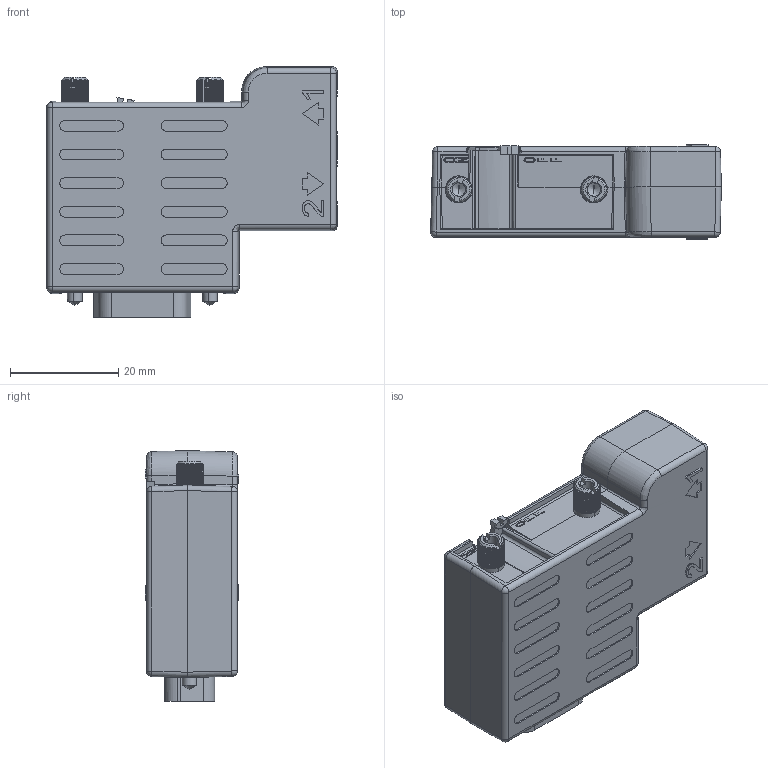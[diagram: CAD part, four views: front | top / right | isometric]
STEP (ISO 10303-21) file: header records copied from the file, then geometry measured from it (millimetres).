
FILE_DESCRIPTION(('CATIA V5 STEP Exchange','CAx-IF Rec.Pracs.--- Model Styling and Organization---1.4--- 2014-01-23'),'2;1');
FILE_NAME ('008034-2_0', '2020-11-23T16:12:17+00:00', ('none'), ('Weidmueller'), 'CATIA Version 5-6 Release 2016 SP3 HF44', 'CATIA V5 STEP AP214', 'none');
FILE_SCHEMA(('AUTOMOTIVE_DESIGN { 1 0 10303 214 1 1 1 1 }'));
Products named in the file (1): 1161870000
Bounding box: 53.82 x 17.4 x 46.4 mm (x, y, z)
Volume: 24332.6 mm3; surface area: 14674.9 mm2
Topology: 1 solids, 2 shells, 1735 faces, 4764 edges, 3037 vertices
Faces by surface type: plane 1088, cylinder 411, cone 80, extrusion 74, sphere 39, bspline 25, torus 18
Entity records: 57440 total; most frequent: CARTESIAN_POINT 15856, ORIENTED_EDGE 9428, DIRECTION 7088, EDGE_CURVE 4714, VERTEX_POINT 3037, VECTOR 2858, LINE 2784, AXIS2_PLACEMENT_3D 2619
